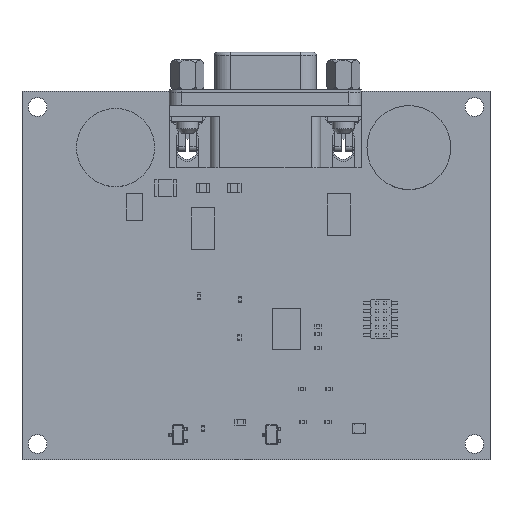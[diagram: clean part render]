
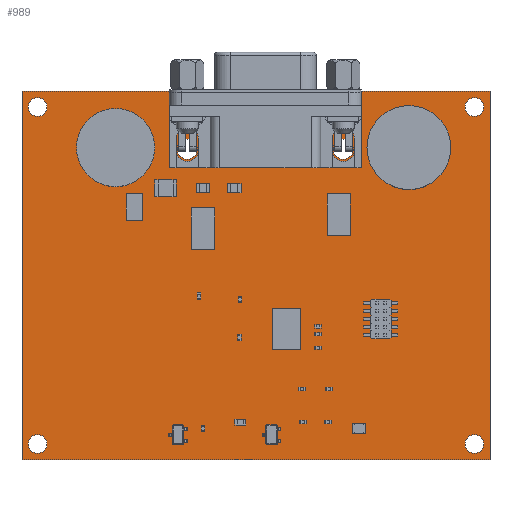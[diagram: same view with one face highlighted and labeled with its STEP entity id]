
A CAD part, top view. The second image highlights one B-rep face of the part: STEP entity #989.
In plain terms, the highlighted planar face has unit normal (0, 0, 1).
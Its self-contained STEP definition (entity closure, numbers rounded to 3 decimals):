
#176 = VERTEX_POINT('',#177);
#177 = CARTESIAN_POINT('',(0.,0.,1.199));
#183 = EDGE_CURVE('',#176,#184,#186,.T.);
#184 = VERTEX_POINT('',#185);
#185 = CARTESIAN_POINT('',(0.,59.,1.199));
#186 = LINE('',#187,#188);
#187 = CARTESIAN_POINT('',(0.,0.,1.199));
#188 = VECTOR('',#189,1.);
#189 = DIRECTION('',(0.,1.,0.));
#214 = EDGE_CURVE('',#184,#215,#217,.T.);
#215 = VERTEX_POINT('',#216);
#216 = CARTESIAN_POINT('',(75.,59.,1.199));
#217 = LINE('',#218,#219);
#218 = CARTESIAN_POINT('',(0.,59.,1.199));
#219 = VECTOR('',#220,1.);
#220 = DIRECTION('',(1.,0.,0.));
#245 = EDGE_CURVE('',#215,#246,#248,.T.);
#246 = VERTEX_POINT('',#247);
#247 = CARTESIAN_POINT('',(75.,0.,1.199));
#248 = LINE('',#249,#250);
#249 = CARTESIAN_POINT('',(75.,59.,1.199));
#250 = VECTOR('',#251,1.);
#251 = DIRECTION('',(0.,-1.,0.));
#276 = EDGE_CURVE('',#246,#176,#277,.T.);
#277 = LINE('',#278,#279);
#278 = CARTESIAN_POINT('',(75.,0.,1.199));
#279 = VECTOR('',#280,1.);
#280 = DIRECTION('',(-1.,0.,0.));
#300 = VERTEX_POINT('',#301);
#301 = CARTESIAN_POINT('',(4.,2.5,1.199));
#307 = EDGE_CURVE('',#300,#300,#308,.T.);
#308 = CIRCLE('',#309,1.5);
#309 = AXIS2_PLACEMENT_3D('',#310,#311,#312);
#310 = CARTESIAN_POINT('',(2.5,2.5,1.199));
#311 = DIRECTION('',(0.,0.,1.));
#312 = DIRECTION('',(1.,0.,0.));
#333 = VERTEX_POINT('',#334);
#334 = CARTESIAN_POINT('',(28.1,49.75,1.199));
#340 = EDGE_CURVE('',#333,#333,#341,.T.);
#341 = CIRCLE('',#342,1.6);
#342 = AXIS2_PLACEMENT_3D('',#343,#344,#345);
#343 = CARTESIAN_POINT('',(26.5,49.75,1.199));
#344 = DIRECTION('',(0.,0.,1.));
#345 = DIRECTION('',(1.,0.,0.));
#366 = VERTEX_POINT('',#367);
#367 = CARTESIAN_POINT('',(36.73,48.33,1.199));
#373 = EDGE_CURVE('',#366,#366,#374,.T.);
#374 = CIRCLE('',#375,0.5);
#375 = AXIS2_PLACEMENT_3D('',#376,#377,#378);
#376 = CARTESIAN_POINT('',(36.23,48.33,1.199));
#377 = DIRECTION('',(0.,0.,1.));
#378 = DIRECTION('',(1.,0.,0.));
#399 = VERTEX_POINT('',#400);
#400 = CARTESIAN_POINT('',(33.96,48.33,1.199));
#406 = EDGE_CURVE('',#399,#399,#407,.T.);
#407 = CIRCLE('',#408,0.5);
#408 = AXIS2_PLACEMENT_3D('',#409,#410,#411);
#409 = CARTESIAN_POINT('',(33.46,48.33,1.199));
#410 = DIRECTION('',(0.,0.,1.));
#411 = DIRECTION('',(1.,0.,0.));
#432 = VERTEX_POINT('',#433);
#433 = CARTESIAN_POINT('',(12.175,50.,1.199));
#439 = EDGE_CURVE('',#432,#432,#440,.T.);
#440 = CIRCLE('',#441,0.425);
#441 = AXIS2_PLACEMENT_3D('',#442,#443,#444);
#442 = CARTESIAN_POINT('',(11.75,50.,1.199));
#443 = DIRECTION('',(0.,0.,1.));
#444 = DIRECTION('',(1.,0.,0.));
#465 = VERTEX_POINT('',#466);
#466 = CARTESIAN_POINT('',(4.,56.5,1.199));
#472 = EDGE_CURVE('',#465,#465,#473,.T.);
#473 = CIRCLE('',#474,1.5);
#474 = AXIS2_PLACEMENT_3D('',#475,#476,#477);
#475 = CARTESIAN_POINT('',(2.5,56.5,1.199));
#476 = DIRECTION('',(0.,0.,1.));
#477 = DIRECTION('',(1.,0.,0.));
#498 = VERTEX_POINT('',#499);
#499 = CARTESIAN_POINT('',(18.675,50.,1.199));
#505 = EDGE_CURVE('',#498,#498,#506,.T.);
#506 = CIRCLE('',#507,0.425);
#507 = AXIS2_PLACEMENT_3D('',#508,#509,#510);
#508 = CARTESIAN_POINT('',(18.25,50.,1.199));
#509 = DIRECTION('',(0.,0.,1.));
#510 = DIRECTION('',(1.,0.,0.));
#531 = VERTEX_POINT('',#532);
#532 = CARTESIAN_POINT('',(35.345,51.17,1.199));
#538 = EDGE_CURVE('',#531,#531,#539,.T.);
#539 = CIRCLE('',#540,0.5);
#540 = AXIS2_PLACEMENT_3D('',#541,#542,#543);
#541 = CARTESIAN_POINT('',(34.845,51.17,1.199));
#542 = DIRECTION('',(0.,0.,1.));
#543 = DIRECTION('',(1.,0.,0.));
#564 = VERTEX_POINT('',#565);
#565 = CARTESIAN_POINT('',(38.115,51.17,1.199));
#571 = EDGE_CURVE('',#564,#564,#572,.T.);
#572 = CIRCLE('',#573,0.5);
#573 = AXIS2_PLACEMENT_3D('',#574,#575,#576);
#574 = CARTESIAN_POINT('',(37.615,51.17,1.199));
#575 = DIRECTION('',(0.,0.,1.));
#576 = DIRECTION('',(1.,0.,0.));
#597 = VERTEX_POINT('',#598);
#598 = CARTESIAN_POINT('',(42.27,48.33,1.199));
#604 = EDGE_CURVE('',#597,#597,#605,.T.);
#605 = CIRCLE('',#606,0.5);
#606 = AXIS2_PLACEMENT_3D('',#607,#608,#609);
#607 = CARTESIAN_POINT('',(41.77,48.33,1.199));
#608 = DIRECTION('',(0.,0.,1.));
#609 = DIRECTION('',(1.,0.,0.));
#630 = VERTEX_POINT('',#631);
#631 = CARTESIAN_POINT('',(39.5,48.33,1.199));
#637 = EDGE_CURVE('',#630,#630,#638,.T.);
#638 = CIRCLE('',#639,0.5);
#639 = AXIS2_PLACEMENT_3D('',#640,#641,#642);
#640 = CARTESIAN_POINT('',(39.,48.33,1.199));
#641 = DIRECTION('',(0.,0.,1.));
#642 = DIRECTION('',(1.,0.,0.));
#663 = VERTEX_POINT('',#664);
#664 = CARTESIAN_POINT('',(74.,2.5,1.199));
#670 = EDGE_CURVE('',#663,#663,#671,.T.);
#671 = CIRCLE('',#672,1.5);
#672 = AXIS2_PLACEMENT_3D('',#673,#674,#675);
#673 = CARTESIAN_POINT('',(72.5,2.5,1.199));
#674 = DIRECTION('',(0.,0.,1.));
#675 = DIRECTION('',(1.,0.,0.));
#696 = VERTEX_POINT('',#697);
#697 = CARTESIAN_POINT('',(45.04,48.33,1.199));
#703 = EDGE_CURVE('',#696,#696,#704,.T.);
#704 = CIRCLE('',#705,0.5);
#705 = AXIS2_PLACEMENT_3D('',#706,#707,#708);
#706 = CARTESIAN_POINT('',(44.54,48.33,1.199));
#707 = DIRECTION('',(0.,0.,1.));
#708 = DIRECTION('',(1.,0.,0.));
#729 = VERTEX_POINT('',#730);
#730 = CARTESIAN_POINT('',(53.1,49.75,1.199));
#736 = EDGE_CURVE('',#729,#729,#737,.T.);
#737 = CIRCLE('',#738,1.6);
#738 = AXIS2_PLACEMENT_3D('',#739,#740,#741);
#739 = CARTESIAN_POINT('',(51.5,49.75,1.199));
#740 = DIRECTION('',(0.,0.,1.));
#741 = DIRECTION('',(1.,0.,0.));
#762 = VERTEX_POINT('',#763);
#763 = CARTESIAN_POINT('',(43.655,51.17,1.199));
#769 = EDGE_CURVE('',#762,#762,#770,.T.);
#770 = CIRCLE('',#771,0.5);
#771 = AXIS2_PLACEMENT_3D('',#772,#773,#774);
#772 = CARTESIAN_POINT('',(43.155,51.17,1.199));
#773 = DIRECTION('',(0.,0.,1.));
#774 = DIRECTION('',(1.,0.,0.));
#795 = VERTEX_POINT('',#796);
#796 = CARTESIAN_POINT('',(40.885,51.17,1.199));
#802 = EDGE_CURVE('',#795,#795,#803,.T.);
#803 = CIRCLE('',#804,0.5);
#804 = AXIS2_PLACEMENT_3D('',#805,#806,#807);
#805 = CARTESIAN_POINT('',(40.385,51.17,1.199));
#806 = DIRECTION('',(0.,0.,1.));
#807 = DIRECTION('',(1.,0.,0.));
#828 = VERTEX_POINT('',#829);
#829 = CARTESIAN_POINT('',(60.15,50.,1.199));
#835 = EDGE_CURVE('',#828,#828,#836,.T.);
#836 = CIRCLE('',#837,0.65);
#837 = AXIS2_PLACEMENT_3D('',#838,#839,#840);
#838 = CARTESIAN_POINT('',(59.5,50.,1.199));
#839 = DIRECTION('',(0.,0.,1.));
#840 = DIRECTION('',(1.,0.,0.));
#861 = VERTEX_POINT('',#862);
#862 = CARTESIAN_POINT('',(65.15,50.,1.199));
#868 = EDGE_CURVE('',#861,#861,#869,.T.);
#869 = CIRCLE('',#870,0.65);
#870 = AXIS2_PLACEMENT_3D('',#871,#872,#873);
#871 = CARTESIAN_POINT('',(64.5,50.,1.199));
#872 = DIRECTION('',(0.,0.,1.));
#873 = DIRECTION('',(1.,0.,0.));
#894 = VERTEX_POINT('',#895);
#895 = CARTESIAN_POINT('',(74.,56.5,1.199));
#901 = EDGE_CURVE('',#894,#894,#902,.T.);
#902 = CIRCLE('',#903,1.5);
#903 = AXIS2_PLACEMENT_3D('',#904,#905,#906);
#904 = CARTESIAN_POINT('',(72.5,56.5,1.199));
#905 = DIRECTION('',(0.,0.,1.));
#906 = DIRECTION('',(1.,0.,0.));
#989 = ADVANCED_FACE('',(#990,#996,#999,#1002,#1005,#1008,#1011,#1014,
    #1017,#1020,#1023,#1026,#1029,#1032,#1035,#1038,#1041,#1044,#1047,
    #1050),#1053,.T.);
#990 = FACE_BOUND('',#991,.F.);
#991 = EDGE_LOOP('',(#992,#993,#994,#995));
#992 = ORIENTED_EDGE('',*,*,#183,.T.);
#993 = ORIENTED_EDGE('',*,*,#214,.T.);
#994 = ORIENTED_EDGE('',*,*,#245,.T.);
#995 = ORIENTED_EDGE('',*,*,#276,.T.);
#996 = FACE_BOUND('',#997,.T.);
#997 = EDGE_LOOP('',(#998));
#998 = ORIENTED_EDGE('',*,*,#307,.F.);
#999 = FACE_BOUND('',#1000,.T.);
#1000 = EDGE_LOOP('',(#1001));
#1001 = ORIENTED_EDGE('',*,*,#340,.F.);
#1002 = FACE_BOUND('',#1003,.T.);
#1003 = EDGE_LOOP('',(#1004));
#1004 = ORIENTED_EDGE('',*,*,#373,.F.);
#1005 = FACE_BOUND('',#1006,.T.);
#1006 = EDGE_LOOP('',(#1007));
#1007 = ORIENTED_EDGE('',*,*,#406,.F.);
#1008 = FACE_BOUND('',#1009,.T.);
#1009 = EDGE_LOOP('',(#1010));
#1010 = ORIENTED_EDGE('',*,*,#439,.F.);
#1011 = FACE_BOUND('',#1012,.T.);
#1012 = EDGE_LOOP('',(#1013));
#1013 = ORIENTED_EDGE('',*,*,#472,.F.);
#1014 = FACE_BOUND('',#1015,.T.);
#1015 = EDGE_LOOP('',(#1016));
#1016 = ORIENTED_EDGE('',*,*,#505,.F.);
#1017 = FACE_BOUND('',#1018,.T.);
#1018 = EDGE_LOOP('',(#1019));
#1019 = ORIENTED_EDGE('',*,*,#538,.F.);
#1020 = FACE_BOUND('',#1021,.T.);
#1021 = EDGE_LOOP('',(#1022));
#1022 = ORIENTED_EDGE('',*,*,#571,.F.);
#1023 = FACE_BOUND('',#1024,.T.);
#1024 = EDGE_LOOP('',(#1025));
#1025 = ORIENTED_EDGE('',*,*,#604,.F.);
#1026 = FACE_BOUND('',#1027,.T.);
#1027 = EDGE_LOOP('',(#1028));
#1028 = ORIENTED_EDGE('',*,*,#637,.F.);
#1029 = FACE_BOUND('',#1030,.T.);
#1030 = EDGE_LOOP('',(#1031));
#1031 = ORIENTED_EDGE('',*,*,#670,.F.);
#1032 = FACE_BOUND('',#1033,.T.);
#1033 = EDGE_LOOP('',(#1034));
#1034 = ORIENTED_EDGE('',*,*,#703,.F.);
#1035 = FACE_BOUND('',#1036,.T.);
#1036 = EDGE_LOOP('',(#1037));
#1037 = ORIENTED_EDGE('',*,*,#736,.F.);
#1038 = FACE_BOUND('',#1039,.T.);
#1039 = EDGE_LOOP('',(#1040));
#1040 = ORIENTED_EDGE('',*,*,#769,.F.);
#1041 = FACE_BOUND('',#1042,.T.);
#1042 = EDGE_LOOP('',(#1043));
#1043 = ORIENTED_EDGE('',*,*,#802,.F.);
#1044 = FACE_BOUND('',#1045,.T.);
#1045 = EDGE_LOOP('',(#1046));
#1046 = ORIENTED_EDGE('',*,*,#835,.F.);
#1047 = FACE_BOUND('',#1048,.T.);
#1048 = EDGE_LOOP('',(#1049));
#1049 = ORIENTED_EDGE('',*,*,#868,.F.);
#1050 = FACE_BOUND('',#1051,.T.);
#1051 = EDGE_LOOP('',(#1052));
#1052 = ORIENTED_EDGE('',*,*,#901,.F.);
#1053 = PLANE('',#1054);
#1054 = AXIS2_PLACEMENT_3D('',#1055,#1056,#1057);
#1055 = CARTESIAN_POINT('',(0.,0.,1.199));
#1056 = DIRECTION('',(0.,0.,1.));
#1057 = DIRECTION('',(1.,0.,0.));
